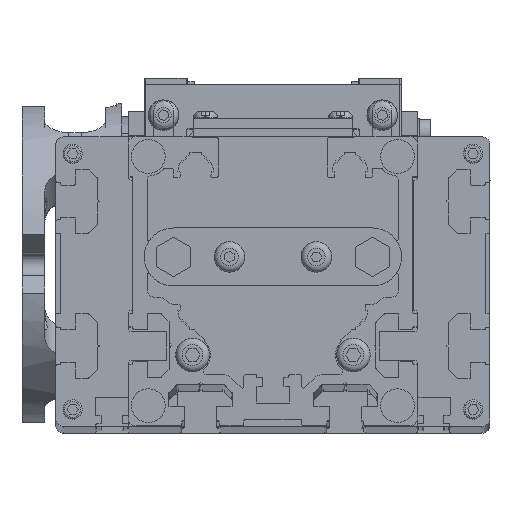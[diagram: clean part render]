
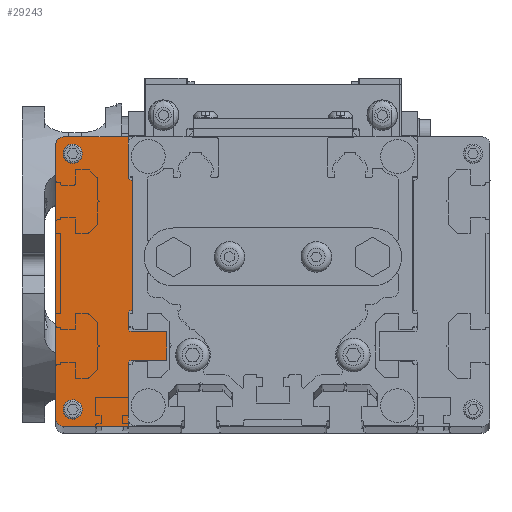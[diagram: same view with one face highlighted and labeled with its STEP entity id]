
A CAD part, top view. The second image highlights one B-rep face of the part: STEP entity #29243.
In plain terms, the highlighted face is planar.
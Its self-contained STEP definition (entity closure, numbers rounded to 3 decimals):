
#400=FACE_BOUND('',#9440,.T.);
#401=FACE_BOUND('',#9441,.T.);
#579=PLANE('',#31228);
#1649=LINE('',#43883,#4470);
#1653=LINE('',#43895,#4474);
#1656=LINE('',#43901,#4477);
#1659=LINE('',#43907,#4480);
#1663=LINE('',#43919,#4484);
#1667=LINE('',#43931,#4488);
#1670=LINE('',#43937,#4491);
#1673=LINE('',#43943,#4494);
#1680=LINE('',#43961,#4501);
#1684=LINE('',#43969,#4505);
#1691=LINE('',#43984,#4512);
#1694=LINE('',#43992,#4515);
#4470=VECTOR('',#34690,10.);
#4474=VECTOR('',#34702,10.);
#4477=VECTOR('',#34707,10.);
#4480=VECTOR('',#34712,10.);
#4484=VECTOR('',#34724,10.);
#4488=VECTOR('',#34736,10.);
#4491=VECTOR('',#34741,10.);
#4494=VECTOR('',#34746,10.);
#4501=VECTOR('',#34761,10.);
#4505=VECTOR('',#34767,10.);
#4512=VECTOR('',#34782,10.);
#4515=VECTOR('',#34793,10.);
#7807=FACE_OUTER_BOUND('',#9439,.T.);
#9439=EDGE_LOOP('',(#20331,#20332,#20333,#20334,#20335,#20336,#20337,#20338,
#20339,#20340,#20341,#20342,#20343,#20344,#20345,#20346,#20347,#20348));
#9440=EDGE_LOOP('',(#20349));
#9441=EDGE_LOOP('',(#20350));
#11145=CIRCLE('',#31019,3.);
#11157=CIRCLE('',#31040,3.);
#11278=CIRCLE('',#31201,1.);
#11280=CIRCLE('',#31207,1.);
#11282=CIRCLE('',#31211,1.);
#11284=CIRCLE('',#31217,1.);
#11286=CIRCLE('',#31222,2.5);
#11288=CIRCLE('',#31226,2.5);
#12599=VERTEX_POINT('',#43310);
#12608=VERTEX_POINT('',#43343);
#12842=VERTEX_POINT('',#43880);
#12843=VERTEX_POINT('',#43882);
#12845=VERTEX_POINT('',#43888);
#12847=VERTEX_POINT('',#43894);
#12849=VERTEX_POINT('',#43900);
#12851=VERTEX_POINT('',#43906);
#12853=VERTEX_POINT('',#43912);
#12855=VERTEX_POINT('',#43918);
#12857=VERTEX_POINT('',#43924);
#12859=VERTEX_POINT('',#43930);
#12861=VERTEX_POINT('',#43936);
#12863=VERTEX_POINT('',#43942);
#12865=VERTEX_POINT('',#43948);
#12870=VERTEX_POINT('',#43960);
#12873=VERTEX_POINT('',#43968);
#12875=VERTEX_POINT('',#43974);
#12877=VERTEX_POINT('',#43983);
#12878=VERTEX_POINT('',#43988);
#15489=EDGE_CURVE('',#12599,#12599,#11145,.T.);
#15504=EDGE_CURVE('',#12608,#12608,#11157,.T.);
#15768=EDGE_CURVE('',#12843,#12842,#1649,.T.);
#15771=EDGE_CURVE('',#12845,#12843,#11278,.T.);
#15774=EDGE_CURVE('',#12847,#12845,#1653,.T.);
#15777=EDGE_CURVE('',#12849,#12847,#1656,.T.);
#15780=EDGE_CURVE('',#12851,#12849,#1659,.T.);
#15783=EDGE_CURVE('',#12853,#12851,#11280,.T.);
#15786=EDGE_CURVE('',#12855,#12853,#1663,.T.);
#15789=EDGE_CURVE('',#12857,#12855,#11282,.T.);
#15792=EDGE_CURVE('',#12859,#12857,#1667,.T.);
#15795=EDGE_CURVE('',#12861,#12859,#1670,.T.);
#15798=EDGE_CURVE('',#12863,#12861,#1673,.T.);
#15801=EDGE_CURVE('',#12865,#12863,#11284,.T.);
#15807=EDGE_CURVE('',#12870,#12865,#1680,.T.);
#15811=EDGE_CURVE('',#12873,#12870,#1684,.T.);
#15814=EDGE_CURVE('',#12875,#12873,#11286,.T.);
#15820=EDGE_CURVE('',#12877,#12875,#1691,.T.);
#15823=EDGE_CURVE('',#12878,#12877,#11288,.T.);
#15825=EDGE_CURVE('',#12842,#12878,#1694,.T.);
#20331=ORIENTED_EDGE('',*,*,#15825,.T.);
#20332=ORIENTED_EDGE('',*,*,#15823,.T.);
#20333=ORIENTED_EDGE('',*,*,#15820,.T.);
#20334=ORIENTED_EDGE('',*,*,#15814,.T.);
#20335=ORIENTED_EDGE('',*,*,#15811,.T.);
#20336=ORIENTED_EDGE('',*,*,#15807,.T.);
#20337=ORIENTED_EDGE('',*,*,#15801,.T.);
#20338=ORIENTED_EDGE('',*,*,#15798,.T.);
#20339=ORIENTED_EDGE('',*,*,#15795,.T.);
#20340=ORIENTED_EDGE('',*,*,#15792,.T.);
#20341=ORIENTED_EDGE('',*,*,#15789,.T.);
#20342=ORIENTED_EDGE('',*,*,#15786,.T.);
#20343=ORIENTED_EDGE('',*,*,#15783,.T.);
#20344=ORIENTED_EDGE('',*,*,#15780,.T.);
#20345=ORIENTED_EDGE('',*,*,#15777,.T.);
#20346=ORIENTED_EDGE('',*,*,#15774,.T.);
#20347=ORIENTED_EDGE('',*,*,#15771,.T.);
#20348=ORIENTED_EDGE('',*,*,#15768,.T.);
#20349=ORIENTED_EDGE('',*,*,#15489,.T.);
#20350=ORIENTED_EDGE('',*,*,#15504,.T.);
#29243=ADVANCED_FACE('',(#7807,#400,#401),#579,.T.);
#31019=AXIS2_PLACEMENT_3D('',#43312,#34183,#34184);
#31040=AXIS2_PLACEMENT_3D('',#43345,#34228,#34229);
#31201=AXIS2_PLACEMENT_3D('',#43889,#34696,#34697);
#31207=AXIS2_PLACEMENT_3D('',#43913,#34718,#34719);
#31211=AXIS2_PLACEMENT_3D('',#43925,#34730,#34731);
#31217=AXIS2_PLACEMENT_3D('',#43949,#34752,#34753);
#31222=AXIS2_PLACEMENT_3D('',#43975,#34773,#34774);
#31226=AXIS2_PLACEMENT_3D('',#43989,#34788,#34789);
#31228=AXIS2_PLACEMENT_3D('',#43993,#34794,#34795);
#34183=DIRECTION('center_axis',(0.,0.,1.));
#34184=DIRECTION('ref_axis',(-1.,0.,0.));
#34228=DIRECTION('center_axis',(0.,0.,1.));
#34229=DIRECTION('ref_axis',(-1.,0.,0.));
#34690=DIRECTION('',(0.,1.,0.));
#34696=DIRECTION('center_axis',(0.,0.,1.));
#34697=DIRECTION('ref_axis',(-1.,0.,0.));
#34702=DIRECTION('',(1.,0.,0.));
#34707=DIRECTION('',(0.,1.,0.));
#34712=DIRECTION('',(-1.,0.,0.));
#34718=DIRECTION('center_axis',(0.,0.,1.));
#34719=DIRECTION('ref_axis',(0.,-1.,0.));
#34724=DIRECTION('',(0.,1.,0.));
#34730=DIRECTION('center_axis',(0.,0.,1.));
#34731=DIRECTION('ref_axis',(-1.,0.,0.));
#34736=DIRECTION('',(1.,0.,0.));
#34741=DIRECTION('',(0.,1.,0.));
#34746=DIRECTION('',(-1.,0.,0.));
#34752=DIRECTION('center_axis',(0.,0.,1.));
#34753=DIRECTION('ref_axis',(0.,-1.,0.));
#34761=DIRECTION('',(0.,1.,0.));
#34767=DIRECTION('',(-1.,0.,0.));
#34773=DIRECTION('center_axis',(0.,0.,-1.));
#34774=DIRECTION('ref_axis',(1.,0.,0.));
#34782=DIRECTION('',(0.,-1.,0.));
#34788=DIRECTION('center_axis',(0.,0.,-1.));
#34789=DIRECTION('ref_axis',(0.,1.,0.));
#34793=DIRECTION('',(1.,0.,0.));
#34794=DIRECTION('center_axis',(0.,0.,-1.));
#34795=DIRECTION('ref_axis',(-1.,0.,0.));
#43310=CARTESIAN_POINT('',(65.25,-37.443,-1223.));
#43312=CARTESIAN_POINT('Origin',(62.25,-37.443,-1223.));
#43343=CARTESIAN_POINT('',(65.25,42.057,-1223.));
#43345=CARTESIAN_POINT('Origin',(62.25,42.057,-1223.));
#43880=CARTESIAN_POINT('',(45.,47.307,-1223.));
#43882=CARTESIAN_POINT('',(45.,34.807,-1223.));
#43883=CARTESIAN_POINT('',(45.,34.807,-1223.));
#43888=CARTESIAN_POINT('',(44.,33.807,-1223.));
#43889=CARTESIAN_POINT('Origin',(44.,34.807,-1223.));
#43894=CARTESIAN_POINT('',(43.8,33.807,-1223.));
#43895=CARTESIAN_POINT('',(43.8,33.807,-1223.));
#43900=CARTESIAN_POINT('',(43.8,-6.693,-1223.));
#43901=CARTESIAN_POINT('',(43.8,-6.693,-1223.));
#43906=CARTESIAN_POINT('',(44.,-6.693,-1223.));
#43907=CARTESIAN_POINT('',(44.,-6.693,-1223.));
#43912=CARTESIAN_POINT('',(45.,-7.693,-1223.));
#43913=CARTESIAN_POINT('Origin',(44.,-7.693,-1223.));
#43918=CARTESIAN_POINT('',(45.,-12.193,-1223.));
#43919=CARTESIAN_POINT('',(45.,-12.193,-1223.));
#43924=CARTESIAN_POINT('',(44.,-13.193,-1223.));
#43925=CARTESIAN_POINT('Origin',(44.,-12.193,-1223.));
#43930=CARTESIAN_POINT('',(33.,-13.193,-1223.));
#43931=CARTESIAN_POINT('',(33.,-13.193,-1223.));
#43936=CARTESIAN_POINT('',(33.,-22.193,-1223.));
#43937=CARTESIAN_POINT('',(33.,-22.193,-1223.));
#43942=CARTESIAN_POINT('',(44.,-22.193,-1223.));
#43943=CARTESIAN_POINT('',(44.,-22.193,-1223.));
#43948=CARTESIAN_POINT('',(45.,-23.193,-1223.));
#43949=CARTESIAN_POINT('Origin',(44.,-23.193,-1223.));
#43960=CARTESIAN_POINT('',(45.,-42.693,-1223.));
#43961=CARTESIAN_POINT('',(45.,-42.693,-1223.));
#43968=CARTESIAN_POINT('',(65.,-42.693,-1223.));
#43969=CARTESIAN_POINT('',(65.,-42.693,-1223.));
#43974=CARTESIAN_POINT('',(67.5,-40.193,-1223.));
#43975=CARTESIAN_POINT('Origin',(65.,-40.193,-1223.));
#43983=CARTESIAN_POINT('',(67.5,44.807,-1223.));
#43984=CARTESIAN_POINT('',(67.5,44.807,-1223.));
#43988=CARTESIAN_POINT('',(65.,47.307,-1223.));
#43989=CARTESIAN_POINT('Origin',(65.,44.807,-1223.));
#43992=CARTESIAN_POINT('',(45.,47.307,-1223.));
#43993=CARTESIAN_POINT('Origin',(50.25,2.307,-1223.));
